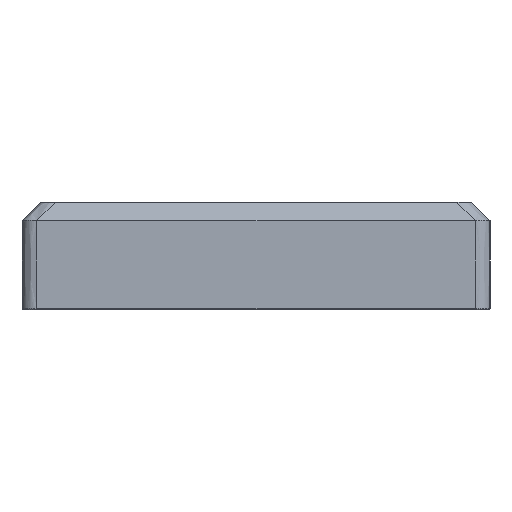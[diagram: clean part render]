
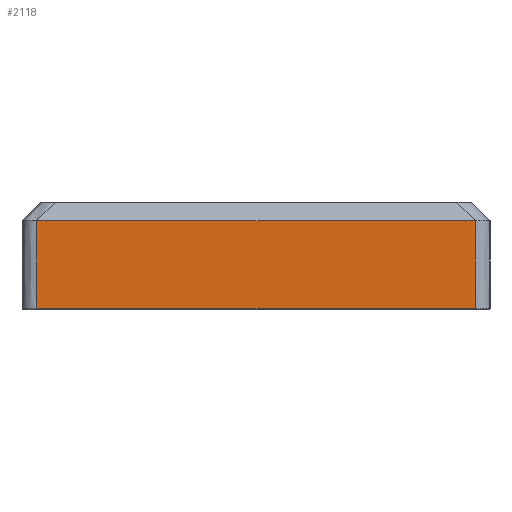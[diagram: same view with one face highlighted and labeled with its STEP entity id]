
A CAD part, left-side view. The second image highlights one B-rep face of the part: STEP entity #2118.
In plain terms, the highlighted planar face has unit normal (-1, 0, 0).
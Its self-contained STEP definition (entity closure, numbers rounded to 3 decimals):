
#37=PLANE('',#2290);
#98=B_SPLINE_CURVE_WITH_KNOTS('',3,(#3418,#3419,#3420,#3421),
 .UNSPECIFIED.,.F.,.F.,(4,4),(-1.695,0.08),
 .UNSPECIFIED.);
#101=B_SPLINE_CURVE_WITH_KNOTS('',3,(#3441,#3442,#3443,#3444),
 .UNSPECIFIED.,.F.,.F.,(4,4),(-0.08,1.695),
 .UNSPECIFIED.);
#174=FACE_OUTER_BOUND('',#309,.T.);
#309=EDGE_LOOP('',(#1499,#1500,#1501,#1502));
#447=LINE('',#3278,#613);
#462=LINE('',#3445,#628);
#613=VECTOR('',#2564,10.);
#628=VECTOR('',#2609,10.);
#910=VERTEX_POINT('',#3227);
#912=VERTEX_POINT('',#3276);
#925=VERTEX_POINT('',#3417);
#927=VERTEX_POINT('',#3440);
#1121=EDGE_CURVE('',#912,#910,#447,.T.);
#1146=EDGE_CURVE('',#910,#925,#98,.T.);
#1149=EDGE_CURVE('',#927,#912,#101,.T.);
#1150=EDGE_CURVE('',#925,#927,#462,.F.);
#1499=ORIENTED_EDGE('',*,*,#1121,.F.);
#1500=ORIENTED_EDGE('',*,*,#1149,.F.);
#1501=ORIENTED_EDGE('',*,*,#1150,.F.);
#1502=ORIENTED_EDGE('',*,*,#1146,.F.);
#2118=ADVANCED_FACE('',(#174),#37,.T.);
#2290=AXIS2_PLACEMENT_3D('',#3439,#2607,#2608);
#2564=DIRECTION('',(0.,1.,0.));
#2607=DIRECTION('center_axis',(-1.,0.,0.));
#2608=DIRECTION('ref_axis',(0.,-1.,0.));
#2609=DIRECTION('',(0.,1.,0.));
#3227=CARTESIAN_POINT('',(59.856,-46.188,-12.15));
#3276=CARTESIAN_POINT('',(59.856,-134.787,-12.15));
#3278=CARTESIAN_POINT('',(59.856,-46.388,-12.15));
#3417=CARTESIAN_POINT('',(59.856,-46.188,5.6));
#3418=CARTESIAN_POINT('Ctrl Pts',(59.856,-46.188,-12.15));
#3419=CARTESIAN_POINT('Ctrl Pts',(59.856,-46.188,-6.233));
#3420=CARTESIAN_POINT('Ctrl Pts',(59.856,-46.188,-0.317));
#3421=CARTESIAN_POINT('Ctrl Pts',(59.856,-46.188,5.6));
#3439=CARTESIAN_POINT('Origin',(59.856,-44.388,1.6));
#3440=CARTESIAN_POINT('',(59.856,-134.787,5.6));
#3441=CARTESIAN_POINT('Ctrl Pts',(59.856,-134.787,5.6));
#3442=CARTESIAN_POINT('Ctrl Pts',(59.856,-134.787,-0.317));
#3443=CARTESIAN_POINT('Ctrl Pts',(59.856,-134.787,-6.233));
#3444=CARTESIAN_POINT('Ctrl Pts',(59.856,-134.787,-12.15));
#3445=CARTESIAN_POINT('',(59.856,-55.913,5.6));
